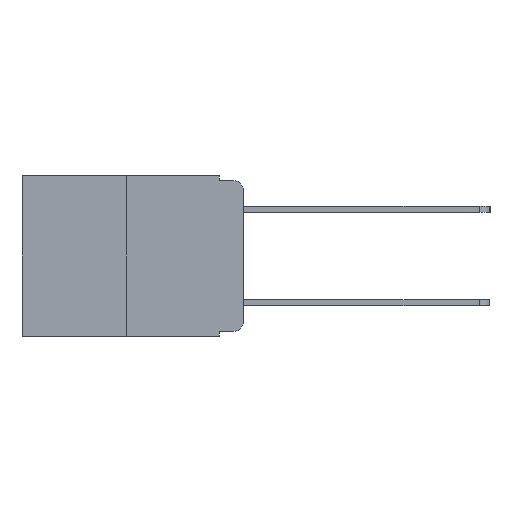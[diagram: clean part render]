
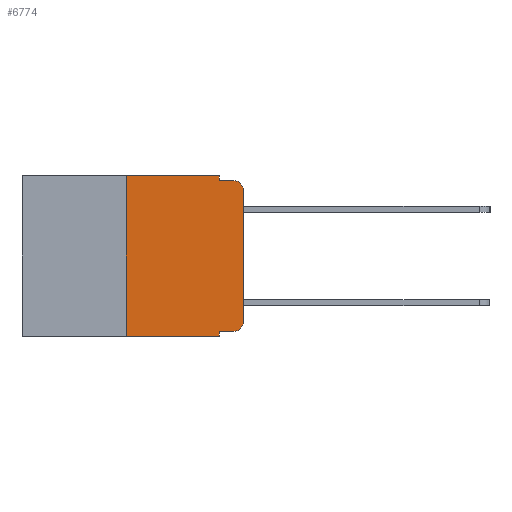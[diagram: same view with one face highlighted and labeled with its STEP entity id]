
A CAD part, left-side view. The second image highlights one B-rep face of the part: STEP entity #6774.
In plain terms, the highlighted planar face has unit normal (-1, 0, 0).
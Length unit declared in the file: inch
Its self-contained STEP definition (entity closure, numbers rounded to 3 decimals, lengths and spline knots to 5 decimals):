
#166 = FACE_OUTER_BOUND ( 'NONE', #6431, .T. ) ;
#667 = VERTEX_POINT ( 'NONE', #3439 ) ;
#746 = VERTEX_POINT ( 'NONE', #9094 ) ;
#783 = DIRECTION ( 'NONE',  ( 0., 0., -1. ) ) ;
#847 = LINE ( 'NONE', #1116, #8849 ) ;
#916 = ORIENTED_EDGE ( 'NONE', *, *, #3861, .T. ) ;
#1116 = CARTESIAN_POINT ( 'NONE',  ( 0., 0.051, -0.01 ) ) ;
#1307 = CARTESIAN_POINT ( 'NONE',  ( 0., 0.02, -0.313 ) ) ;
#1396 = VECTOR ( 'NONE', #4310, 39.37008 ) ;
#1900 = VECTOR ( 'NONE', #5525, 39.37008 ) ;
#2035 = DIRECTION ( 'NONE',  ( 0., -1., 0. ) ) ;
#2416 = DIRECTION ( 'NONE',  ( 0., 0., -1. ) ) ;
#2429 = PLANE ( 'NONE',  #11791 ) ;
#2548 = ORIENTED_EDGE ( 'NONE', *, *, #4435, .T. ) ;
#2765 = CARTESIAN_POINT ( 'NONE',  ( 0., 0., 0. ) ) ;
#3075 = CIRCLE ( 'NONE', #6685, 0.02 ) ;
#3138 = VECTOR ( 'NONE', #2035, 39.37008 ) ;
#3164 = EDGE_CURVE ( 'NONE', #667, #11051, #5795, .T. ) ;
#3241 = CARTESIAN_POINT ( 'NONE',  ( 0., 0.25, 0. ) ) ;
#3439 = CARTESIAN_POINT ( 'NONE',  ( 0., 0.25, -0.343 ) ) ;
#3469 = CARTESIAN_POINT ( 'NONE',  ( 0., 0.473, 0. ) ) ;
#3861 = EDGE_CURVE ( 'NONE', #8952, #746, #9401, .T. ) ;
#3944 = EDGE_CURVE ( 'NONE', #746, #6102, #3075, .T. ) ;
#3989 = EDGE_CURVE ( 'NONE', #667, #6764, #9005, .T. ) ;
#4002 = EDGE_CURVE ( 'NONE', #11126, #6194, #4227, .T. ) ;
#4054 = EDGE_CURVE ( 'NONE', #11960, #4802, #5580, .T. ) ;
#4094 = EDGE_CURVE ( 'NONE', #11126, #11051, #7386, .T. ) ;
#4227 = LINE ( 'NONE', #6184, #11197 ) ;
#4310 = DIRECTION ( 'NONE',  ( 0., 0., 1. ) ) ;
#4362 = EDGE_CURVE ( 'NONE', #4802, #6102, #847, .T. ) ;
#4403 = VECTOR ( 'NONE', #9236, 39.37008 ) ;
#4435 = EDGE_CURVE ( 'NONE', #6194, #8952, #9496, .T. ) ;
#4533 = DIRECTION ( 'NONE',  ( 1., 0., 0. ) ) ;
#4580 = CARTESIAN_POINT ( 'NONE',  ( 0., 0.051, 0. ) ) ;
#4802 = VERTEX_POINT ( 'NONE', #11361 ) ;
#5071 = EDGE_CURVE ( 'NONE', #6764, #11960, #5821, .T. ) ;
#5301 = ORIENTED_EDGE ( 'NONE', *, *, #4002, .T. ) ;
#5377 = CARTESIAN_POINT ( 'NONE',  ( 0., 0.02, -0.01 ) ) ;
#5446 = CARTESIAN_POINT ( 'NONE',  ( 0., 0.25, 0. ) ) ;
#5450 = CARTESIAN_POINT ( 'NONE',  ( 0., 0.051, 0. ) ) ;
#5525 = DIRECTION ( 'NONE',  ( 0., 0., -1. ) ) ;
#5580 = LINE ( 'NONE', #5450, #9914 ) ;
#5795 = LINE ( 'NONE', #11128, #3138 ) ;
#5821 = LINE ( 'NONE', #8720, #9345 ) ;
#6102 = VERTEX_POINT ( 'NONE', #5377 ) ;
#6163 = CARTESIAN_POINT ( 'NONE',  ( 0., 0.051, -0.343 ) ) ;
#6184 = CARTESIAN_POINT ( 'NONE',  ( 0., 0.051, -0.333 ) ) ;
#6194 = VERTEX_POINT ( 'NONE', #9919 ) ;
#6335 = DIRECTION ( 'NONE',  ( 0., 0., -1. ) ) ;
#6431 = EDGE_LOOP ( 'NONE', ( #916, #8810, #11799, #8184, #10167, #11545, #9473, #11305, #5301, #2548 ) ) ;
#6685 = AXIS2_PLACEMENT_3D ( 'NONE', #11864, #6820, #783 ) ;
#6764 = VERTEX_POINT ( 'NONE', #5446 ) ;
#6774 = ADVANCED_FACE ( 'NONE', ( #166 ), #2429, .F. ) ;
#6820 = DIRECTION ( 'NONE',  ( -1., 0., 0. ) ) ;
#6845 = AXIS2_PLACEMENT_3D ( 'NONE', #1307, #8097, #2416 ) ;
#7087 = DIRECTION ( 'NONE',  ( 0., -1., 0. ) ) ;
#7386 = LINE ( 'NONE', #4580, #1900 ) ;
#7766 = CARTESIAN_POINT ( 'NONE',  ( 0., 0.051, 0. ) ) ;
#7939 = DIRECTION ( 'NONE',  ( 0., -1., 0. ) ) ;
#8097 = DIRECTION ( 'NONE',  ( -1., 0., 0. ) ) ;
#8184 = ORIENTED_EDGE ( 'NONE', *, *, #4054, .F. ) ;
#8314 = CARTESIAN_POINT ( 'NONE',  ( 0., 0., -0.313 ) ) ;
#8720 = CARTESIAN_POINT ( 'NONE',  ( 0., 0.473, 0. ) ) ;
#8810 = ORIENTED_EDGE ( 'NONE', *, *, #3944, .T. ) ;
#8849 = VECTOR ( 'NONE', #7939, 39.37008 ) ;
#8952 = VERTEX_POINT ( 'NONE', #8314 ) ;
#9005 = LINE ( 'NONE', #3241, #1396 ) ;
#9094 = CARTESIAN_POINT ( 'NONE',  ( 0., 0., -0.03 ) ) ;
#9236 = DIRECTION ( 'NONE',  ( 0., 0., 1. ) ) ;
#9345 = VECTOR ( 'NONE', #9553, 39.37008 ) ;
#9401 = LINE ( 'NONE', #2765, #4403 ) ;
#9473 = ORIENTED_EDGE ( 'NONE', *, *, #3164, .T. ) ;
#9496 = CIRCLE ( 'NONE', #6845, 0.02 ) ;
#9553 = DIRECTION ( 'NONE',  ( 0., -1., 0. ) ) ;
#9914 = VECTOR ( 'NONE', #6335, 39.37008 ) ;
#9919 = CARTESIAN_POINT ( 'NONE',  ( 0., 0.02, -0.333 ) ) ;
#10167 = ORIENTED_EDGE ( 'NONE', *, *, #5071, .F. ) ;
#10509 = CARTESIAN_POINT ( 'NONE',  ( 0., 0.051, -0.333 ) ) ;
#10637 = DIRECTION ( 'NONE',  ( 0., 0., -1. ) ) ;
#11051 = VERTEX_POINT ( 'NONE', #6163 ) ;
#11126 = VERTEX_POINT ( 'NONE', #10509 ) ;
#11128 = CARTESIAN_POINT ( 'NONE',  ( 0., 0.473, -0.343 ) ) ;
#11197 = VECTOR ( 'NONE', #7087, 39.37008 ) ;
#11305 = ORIENTED_EDGE ( 'NONE', *, *, #4094, .F. ) ;
#11361 = CARTESIAN_POINT ( 'NONE',  ( 0., 0.051, -0.01 ) ) ;
#11545 = ORIENTED_EDGE ( 'NONE', *, *, #3989, .F. ) ;
#11791 = AXIS2_PLACEMENT_3D ( 'NONE', #3469, #4533, #10637 ) ;
#11799 = ORIENTED_EDGE ( 'NONE', *, *, #4362, .F. ) ;
#11864 = CARTESIAN_POINT ( 'NONE',  ( 0., 0.02, -0.03 ) ) ;
#11960 = VERTEX_POINT ( 'NONE', #7766 ) ;
